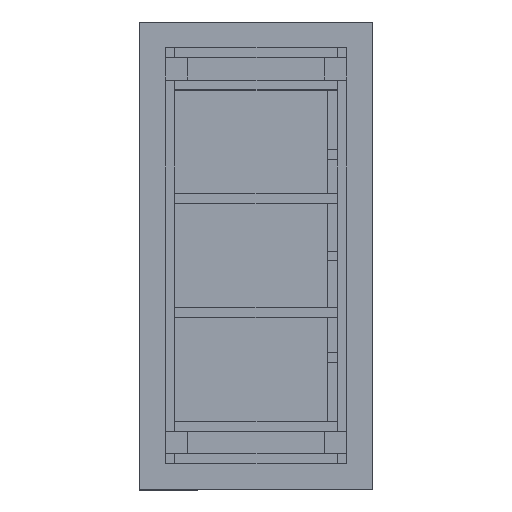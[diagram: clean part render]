
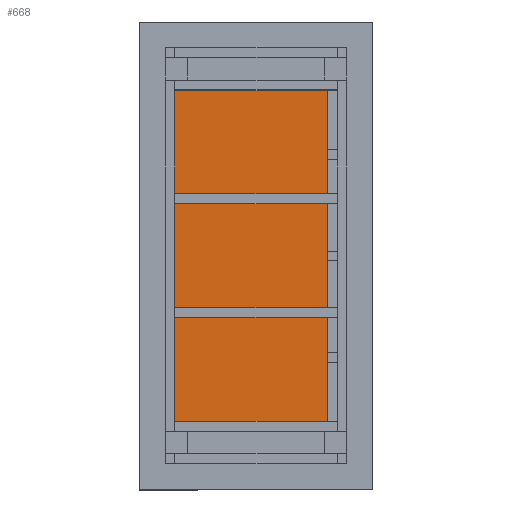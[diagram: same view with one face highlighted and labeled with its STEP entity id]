
A CAD part, top view. The second image highlights one B-rep face of the part: STEP entity #668.
In plain terms, the highlighted planar face has unit normal (0, 0, 1).
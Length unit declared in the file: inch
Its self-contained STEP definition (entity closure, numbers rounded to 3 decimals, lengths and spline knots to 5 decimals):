
#79 = VERTEX_POINT ( 'NONE', #1315 ) ;
#150 = DIRECTION ( 'NONE',  ( 0., 0., 1. ) ) ;
#169 = ORIENTED_EDGE ( 'NONE', *, *, #1128, .T. ) ;
#192 = ORIENTED_EDGE ( 'NONE', *, *, #1123, .T. ) ;
#224 = CARTESIAN_POINT ( 'NONE',  ( 25., 0., 0.75 ) ) ;
#232 = DIRECTION ( 'NONE',  ( 1., 0., 0. ) ) ;
#376 = ORIENTED_EDGE ( 'NONE', *, *, #1792, .T. ) ;
#388 = VECTOR ( 'NONE', #1296, 39.37008 ) ;
#558 = DIRECTION ( 'NONE',  ( 1., 0., 0. ) ) ;
#582 = CARTESIAN_POINT ( 'NONE',  ( 25., -54., 0.75 ) ) ;
#636 = AXIS2_PLACEMENT_3D ( 'NONE', #1003, #150, #558 ) ;
#668 = ADVANCED_FACE ( 'NONE', ( #822 ), #2364, .T. ) ;
#696 = VECTOR ( 'NONE', #232, 39.37008 ) ;
#744 = ORIENTED_EDGE ( 'NONE', *, *, #1057, .T. ) ;
#822 = FACE_OUTER_BOUND ( 'NONE', #1081, .T. ) ;
#871 = DIRECTION ( 'NONE',  ( -1., 0., 0. ) ) ;
#1003 = CARTESIAN_POINT ( 'NONE',  ( 0., 0., 0.75 ) ) ;
#1006 = CARTESIAN_POINT ( 'NONE',  ( 25., 0., 0.75 ) ) ;
#1057 = EDGE_CURVE ( 'NONE', #79, #1672, #2006, .T. ) ;
#1081 = EDGE_LOOP ( 'NONE', ( #169, #744, #376, #192 ) ) ;
#1123 = EDGE_CURVE ( 'NONE', #2067, #1327, #1282, .T. ) ;
#1128 = EDGE_CURVE ( 'NONE', #1327, #79, #2206, .T. ) ;
#1282 = LINE ( 'NONE', #2033, #2115 ) ;
#1296 = DIRECTION ( 'NONE',  ( 0., 1., 0. ) ) ;
#1315 = CARTESIAN_POINT ( 'NONE',  ( 0., -54., 0.75 ) ) ;
#1327 = VERTEX_POINT ( 'NONE', #1335 ) ;
#1335 = CARTESIAN_POINT ( 'NONE',  ( 0., 0., 0.75 ) ) ;
#1672 = VERTEX_POINT ( 'NONE', #582 ) ;
#1779 = CARTESIAN_POINT ( 'NONE',  ( 0., 0., 0.75 ) ) ;
#1792 = EDGE_CURVE ( 'NONE', #1672, #2067, #2450, .T. ) ;
#1809 = CARTESIAN_POINT ( 'NONE',  ( 0., -54., 0.75 ) ) ;
#1826 = VECTOR ( 'NONE', #1980, 39.37008 ) ;
#1980 = DIRECTION ( 'NONE',  ( 0., -1., 0. ) ) ;
#2006 = LINE ( 'NONE', #1809, #696 ) ;
#2033 = CARTESIAN_POINT ( 'NONE',  ( 0., 0., 0.75 ) ) ;
#2067 = VERTEX_POINT ( 'NONE', #1006 ) ;
#2115 = VECTOR ( 'NONE', #871, 39.37008 ) ;
#2206 = LINE ( 'NONE', #1779, #1826 ) ;
#2364 = PLANE ( 'NONE',  #636 ) ;
#2450 = LINE ( 'NONE', #224, #388 ) ;
